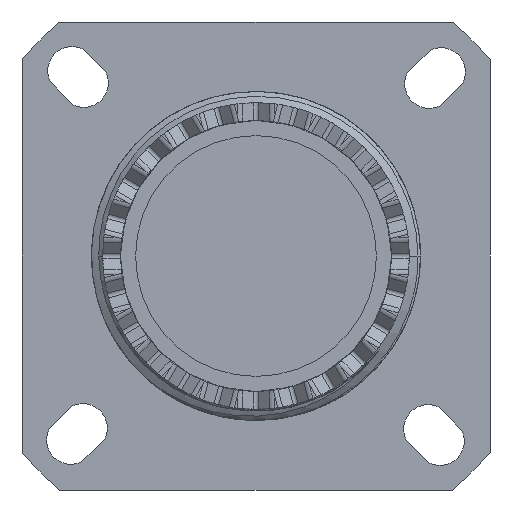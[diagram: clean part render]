
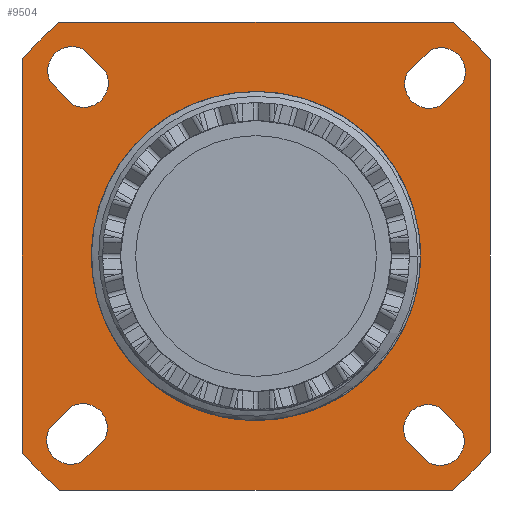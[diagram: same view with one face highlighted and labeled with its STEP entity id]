
A CAD part, front view. The second image highlights one B-rep face of the part: STEP entity #9504.
In plain terms, the highlighted planar face has unit normal (0, -1, 0).
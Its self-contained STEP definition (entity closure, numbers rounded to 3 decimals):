
#2884=CARTESIAN_POINT('',(0.,-23.4,0.));
#2885=DIRECTION('',(0.,-1.,0.));
#2886=DIRECTION('',(-1.,0.,0.));
#2887=AXIS2_PLACEMENT_3D('',#2884,#2885,#2886);
#3260=CARTESIAN_POINT('',(0.,-23.4,0.));
#3261=DIRECTION('',(0.,-1.,0.));
#3262=DIRECTION('',(1.,0.,0.));
#3263=AXIS2_PLACEMENT_3D('',#3260,#3261,#3262);
#3315=CARTESIAN_POINT('',(0.,-23.4,0.));
#3316=DIRECTION('',(0.,1.,0.));
#3317=DIRECTION('',(0.766,0.,-0.643));
#3318=AXIS2_PLACEMENT_3D('',#3315,#3316,#3317);
#3320=DIRECTION('',(-1.,0.,0.));
#3321=VECTOR('',#3320,26.281);
#3322=CARTESIAN_POINT('',(13.14,-23.4,-15.65));
#3323=LINE('',#3322,#3321);
#3324=CARTESIAN_POINT('',(0.,-23.4,0.));
#3325=DIRECTION('',(0.,1.,0.));
#3326=DIRECTION('',(-0.643,0.,-0.766));
#3327=AXIS2_PLACEMENT_3D('',#3324,#3325,#3326);
#3329=DIRECTION('',(0.,0.,1.));
#3330=VECTOR('',#3329,26.281);
#3331=CARTESIAN_POINT('',(-15.65,-23.4,-13.14));
#3332=LINE('',#3331,#3330);
#3333=CARTESIAN_POINT('',(0.,-23.4,0.));
#3334=DIRECTION('',(0.,1.,0.));
#3335=DIRECTION('',(-0.766,0.,0.643));
#3336=AXIS2_PLACEMENT_3D('',#3333,#3334,#3335);
#3338=DIRECTION('',(1.,0.,0.));
#3339=VECTOR('',#3338,26.281);
#3340=CARTESIAN_POINT('',(-13.14,-23.4,15.65));
#3341=LINE('',#3340,#3339);
#3342=CARTESIAN_POINT('',(0.,-23.4,0.));
#3343=DIRECTION('',(0.,1.,0.));
#3344=DIRECTION('',(0.643,0.,0.766));
#3345=AXIS2_PLACEMENT_3D('',#3342,#3343,#3344);
#3347=DIRECTION('',(0.,0.,-1.));
#3348=VECTOR('',#3347,26.281);
#3349=CARTESIAN_POINT('',(15.65,-23.4,13.14));
#3350=LINE('',#3349,#3348);
#3351=CARTESIAN_POINT('',(11.505,-23.4,-11.573));
#3352=DIRECTION('',(0.,1.,0.));
#3353=DIRECTION('',(-0.911,0.,-0.413));
#3354=AXIS2_PLACEMENT_3D('',#3351,#3352,#3353);
#3356=DIRECTION('',(-0.705,0.,0.709));
#3357=VECTOR('',#3356,2.272);
#3358=CARTESIAN_POINT('',(11.625,-23.4,-13.856));
#3359=LINE('',#3358,#3357);
#3360=CARTESIAN_POINT('',(12.305,-23.4,-12.378));
#3361=DIRECTION('',(0.,1.,0.));
#3362=DIRECTION('',(0.911,0.,0.413));
#3363=AXIS2_PLACEMENT_3D('',#3360,#3361,#3362);
#3365=DIRECTION('',(0.705,0.,-0.709));
#3366=VECTOR('',#3365,2.272);
#3367=CARTESIAN_POINT('',(12.185,-23.4,-10.095));
#3368=LINE('',#3367,#3366);
#3369=CARTESIAN_POINT('',(11.573,-23.4,11.505));
#3370=DIRECTION('',(0.,1.,0.));
#3371=DIRECTION('',(0.413,0.,-0.911));
#3372=AXIS2_PLACEMENT_3D('',#3369,#3370,#3371);
#3374=DIRECTION('',(-0.709,0.,-0.705));
#3375=VECTOR('',#3374,2.272);
#3376=CARTESIAN_POINT('',(13.856,-23.4,11.625));
#3377=LINE('',#3376,#3375);
#3378=CARTESIAN_POINT('',(12.378,-23.4,12.305));
#3379=DIRECTION('',(0.,1.,0.));
#3380=DIRECTION('',(-0.413,0.,0.911));
#3381=AXIS2_PLACEMENT_3D('',#3378,#3379,#3380);
#3383=DIRECTION('',(0.709,0.,0.705));
#3384=VECTOR('',#3383,2.272);
#3385=CARTESIAN_POINT('',(10.095,-23.4,12.185));
#3386=LINE('',#3385,#3384);
#3387=CARTESIAN_POINT('',(-11.505,-23.4,11.573));
#3388=DIRECTION('',(0.,1.,0.));
#3389=DIRECTION('',(0.911,0.,0.413));
#3390=AXIS2_PLACEMENT_3D('',#3387,#3388,#3389);
#3392=DIRECTION('',(0.705,0.,-0.709));
#3393=VECTOR('',#3392,2.272);
#3394=CARTESIAN_POINT('',(-11.625,-23.4,13.856));
#3395=LINE('',#3394,#3393);
#3396=CARTESIAN_POINT('',(-12.305,-23.4,12.378));
#3397=DIRECTION('',(0.,1.,0.));
#3398=DIRECTION('',(-0.911,0.,-0.413));
#3399=AXIS2_PLACEMENT_3D('',#3396,#3397,#3398);
#3401=DIRECTION('',(-0.705,0.,0.709));
#3402=VECTOR('',#3401,2.272);
#3403=CARTESIAN_POINT('',(-12.185,-23.4,10.095));
#3404=LINE('',#3403,#3402);
#3405=CARTESIAN_POINT('',(-11.573,-23.4,-11.505));
#3406=DIRECTION('',(0.,1.,0.));
#3407=DIRECTION('',(-0.413,0.,0.911));
#3408=AXIS2_PLACEMENT_3D('',#3405,#3406,#3407);
#3410=DIRECTION('',(0.709,0.,0.705));
#3411=VECTOR('',#3410,2.272);
#3412=CARTESIAN_POINT('',(-13.856,-23.4,-11.625));
#3413=LINE('',#3412,#3411);
#3414=CARTESIAN_POINT('',(-12.378,-23.4,-12.305));
#3415=DIRECTION('',(0.,1.,0.));
#3416=DIRECTION('',(0.413,0.,-0.911));
#3417=AXIS2_PLACEMENT_3D('',#3414,#3415,#3416);
#3419=DIRECTION('',(-0.709,0.,-0.705));
#3420=VECTOR('',#3419,2.272);
#3421=CARTESIAN_POINT('',(-10.095,-23.4,-12.185));
#3422=LINE('',#3421,#3420);
#5821=CARTESIAN_POINT('',(15.65,-23.4,-13.14));
#5822=CARTESIAN_POINT('',(13.14,-23.4,-15.65));
#5823=VERTEX_POINT('',#5821);
#5824=VERTEX_POINT('',#5822);
#5825=CARTESIAN_POINT('',(-13.14,-23.4,-15.65));
#5826=VERTEX_POINT('',#5825);
#5827=CARTESIAN_POINT('',(-15.65,-23.4,-13.14));
#5828=VERTEX_POINT('',#5827);
#5829=CARTESIAN_POINT('',(-15.65,-23.4,13.14));
#5830=VERTEX_POINT('',#5829);
#5831=CARTESIAN_POINT('',(-13.14,-23.4,15.65));
#5832=VERTEX_POINT('',#5831);
#5833=CARTESIAN_POINT('',(13.14,-23.4,15.65));
#5834=VERTEX_POINT('',#5833);
#5835=CARTESIAN_POINT('',(15.65,-23.4,13.14));
#5836=VERTEX_POINT('',#5835);
#5837=CARTESIAN_POINT('',(11.,-23.4,0.));
#5838=CARTESIAN_POINT('',(-11.,-23.4,0.));
#5839=VERTEX_POINT('',#5837);
#5840=VERTEX_POINT('',#5838);
#5925=CARTESIAN_POINT('',(10.022,-23.4,-12.245));
#5926=CARTESIAN_POINT('',(12.185,-23.4,-10.095));
#5927=VERTEX_POINT('',#5925);
#5928=VERTEX_POINT('',#5926);
#5929=CARTESIAN_POINT('',(13.788,-23.4,-11.706));
#5930=VERTEX_POINT('',#5929);
#5931=CARTESIAN_POINT('',(11.625,-23.4,-13.856));
#5932=VERTEX_POINT('',#5931);
#5941=CARTESIAN_POINT('',(12.245,-23.4,10.022));
#5942=CARTESIAN_POINT('',(10.095,-23.4,12.185));
#5943=VERTEX_POINT('',#5941);
#5944=VERTEX_POINT('',#5942);
#5945=CARTESIAN_POINT('',(11.706,-23.4,13.788));
#5946=VERTEX_POINT('',#5945);
#5947=CARTESIAN_POINT('',(13.856,-23.4,11.625));
#5948=VERTEX_POINT('',#5947);
#5957=CARTESIAN_POINT('',(-10.022,-23.4,12.245));
#5958=CARTESIAN_POINT('',(-12.185,-23.4,10.095));
#5959=VERTEX_POINT('',#5957);
#5960=VERTEX_POINT('',#5958);
#5961=CARTESIAN_POINT('',(-13.788,-23.4,11.706));
#5962=VERTEX_POINT('',#5961);
#5963=CARTESIAN_POINT('',(-11.625,-23.4,13.856));
#5964=VERTEX_POINT('',#5963);
#5973=CARTESIAN_POINT('',(-12.245,-23.4,-10.022));
#5974=CARTESIAN_POINT('',(-10.095,-23.4,-12.185));
#5975=VERTEX_POINT('',#5973);
#5976=VERTEX_POINT('',#5974);
#5977=CARTESIAN_POINT('',(-11.706,-23.4,-13.788));
#5978=VERTEX_POINT('',#5977);
#5979=CARTESIAN_POINT('',(-13.856,-23.4,-11.625));
#5980=VERTEX_POINT('',#5979);
#9437=CARTESIAN_POINT('',(0.,-23.4,0.));
#9438=DIRECTION('',(0.,1.,0.));
#9439=DIRECTION('',(0.,0.,1.));
#9440=AXIS2_PLACEMENT_3D('',#9437,#9438,#9439);
#9441=PLANE('',#9440);
#9443=ORIENTED_EDGE('',*,*,#9442,.T.);
#9445=ORIENTED_EDGE('',*,*,#9444,.T.);
#9447=ORIENTED_EDGE('',*,*,#9446,.T.);
#9449=ORIENTED_EDGE('',*,*,#9448,.T.);
#9451=ORIENTED_EDGE('',*,*,#9450,.T.);
#9453=ORIENTED_EDGE('',*,*,#9452,.T.);
#9455=ORIENTED_EDGE('',*,*,#9454,.T.);
#9457=ORIENTED_EDGE('',*,*,#9456,.T.);
#9458=EDGE_LOOP('',(#9443,#9445,#9447,#9449,#9451,#9453,#9455,#9457));
#9459=FACE_OUTER_BOUND('',#9458,.F.);
#9460=ORIENTED_EDGE('',*,*,#9419,.T.);
#9461=ORIENTED_EDGE('',*,*,#8811,.T.);
#9462=EDGE_LOOP('',(#9460,#9461));
#9463=FACE_BOUND('',#9462,.F.);
#9465=ORIENTED_EDGE('',*,*,#9464,.F.);
#9467=ORIENTED_EDGE('',*,*,#9466,.F.);
#9469=ORIENTED_EDGE('',*,*,#9468,.F.);
#9471=ORIENTED_EDGE('',*,*,#9470,.F.);
#9472=EDGE_LOOP('',(#9465,#9467,#9469,#9471));
#9473=FACE_BOUND('',#9472,.F.);
#9475=ORIENTED_EDGE('',*,*,#9474,.F.);
#9477=ORIENTED_EDGE('',*,*,#9476,.F.);
#9479=ORIENTED_EDGE('',*,*,#9478,.F.);
#9481=ORIENTED_EDGE('',*,*,#9480,.F.);
#9482=EDGE_LOOP('',(#9475,#9477,#9479,#9481));
#9483=FACE_BOUND('',#9482,.F.);
#9485=ORIENTED_EDGE('',*,*,#9484,.F.);
#9487=ORIENTED_EDGE('',*,*,#9486,.F.);
#9489=ORIENTED_EDGE('',*,*,#9488,.F.);
#9491=ORIENTED_EDGE('',*,*,#9490,.F.);
#9492=EDGE_LOOP('',(#9485,#9487,#9489,#9491));
#9493=FACE_BOUND('',#9492,.F.);
#9495=ORIENTED_EDGE('',*,*,#9494,.F.);
#9497=ORIENTED_EDGE('',*,*,#9496,.F.);
#9499=ORIENTED_EDGE('',*,*,#9498,.F.);
#9501=ORIENTED_EDGE('',*,*,#9500,.F.);
#9502=EDGE_LOOP('',(#9495,#9497,#9499,#9501));
#9503=FACE_BOUND('',#9502,.F.);
#9504=ADVANCED_FACE('',(#9459,#9463,#9473,#9483,#9493,#9503),#9441,.F.);
#2888=CIRCLE('',#2887,11.);
#3264=CIRCLE('',#3263,11.);
#3319=CIRCLE('',#3318,20.435);
#3328=CIRCLE('',#3327,20.435);
#3337=CIRCLE('',#3336,20.435);
#3346=CIRCLE('',#3345,20.435);
#3355=CIRCLE('',#3354,1.628);
#3364=CIRCLE('',#3363,1.628);
#3373=CIRCLE('',#3372,1.628);
#3382=CIRCLE('',#3381,1.628);
#3391=CIRCLE('',#3390,1.628);
#3400=CIRCLE('',#3399,1.628);
#3409=CIRCLE('',#3408,1.628);
#3418=CIRCLE('',#3417,1.628);
#8811=EDGE_CURVE('',#5840,#5839,#2888,.T.);
#9419=EDGE_CURVE('',#5839,#5840,#3264,.T.);
#9442=EDGE_CURVE('',#5823,#5824,#3319,.T.);
#9444=EDGE_CURVE('',#5824,#5826,#3323,.T.);
#9446=EDGE_CURVE('',#5826,#5828,#3328,.T.);
#9448=EDGE_CURVE('',#5828,#5830,#3332,.T.);
#9450=EDGE_CURVE('',#5830,#5832,#3337,.T.);
#9452=EDGE_CURVE('',#5832,#5834,#3341,.T.);
#9454=EDGE_CURVE('',#5834,#5836,#3346,.T.);
#9456=EDGE_CURVE('',#5836,#5823,#3350,.T.);
#9464=EDGE_CURVE('',#5927,#5928,#3355,.T.);
#9466=EDGE_CURVE('',#5932,#5927,#3359,.T.);
#9468=EDGE_CURVE('',#5930,#5932,#3364,.T.);
#9470=EDGE_CURVE('',#5928,#5930,#3368,.T.);
#9474=EDGE_CURVE('',#5943,#5944,#3373,.T.);
#9476=EDGE_CURVE('',#5948,#5943,#3377,.T.);
#9478=EDGE_CURVE('',#5946,#5948,#3382,.T.);
#9480=EDGE_CURVE('',#5944,#5946,#3386,.T.);
#9484=EDGE_CURVE('',#5959,#5960,#3391,.T.);
#9486=EDGE_CURVE('',#5964,#5959,#3395,.T.);
#9488=EDGE_CURVE('',#5962,#5964,#3400,.T.);
#9490=EDGE_CURVE('',#5960,#5962,#3404,.T.);
#9494=EDGE_CURVE('',#5975,#5976,#3409,.T.);
#9496=EDGE_CURVE('',#5980,#5975,#3413,.T.);
#9498=EDGE_CURVE('',#5978,#5980,#3418,.T.);
#9500=EDGE_CURVE('',#5976,#5978,#3422,.T.);
